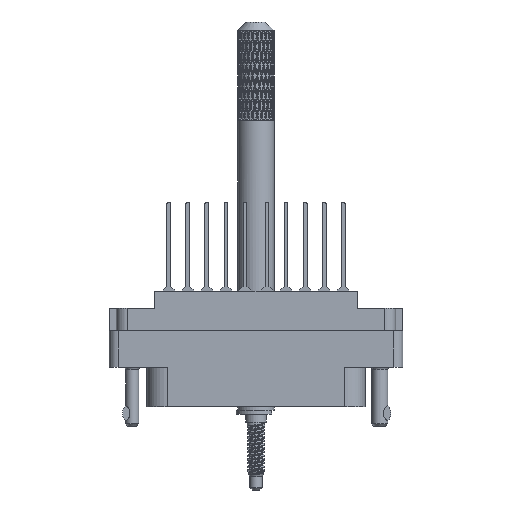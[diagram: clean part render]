
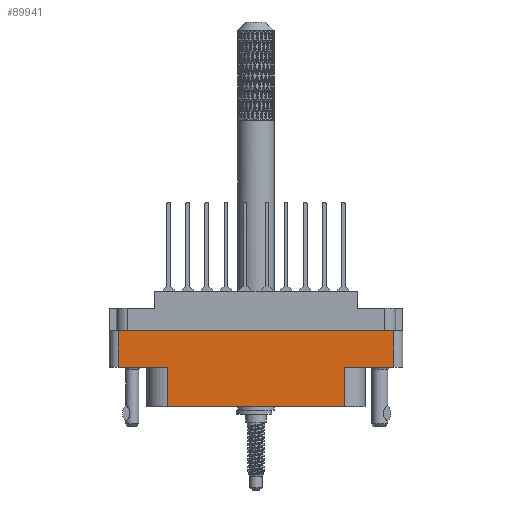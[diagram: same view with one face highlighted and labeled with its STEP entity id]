
A CAD part, front view. The second image highlights one B-rep face of the part: STEP entity #89941.
In plain terms, the highlighted planar face has unit normal (0, -1, 0).
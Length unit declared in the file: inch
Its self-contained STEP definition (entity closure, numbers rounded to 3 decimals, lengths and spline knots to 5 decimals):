
#1177 = EDGE_LOOP ( 'NONE', ( #65431, #51047, #43771, #45661, #50281, #27283, #61993, #106241 ) ) ;
#2274 = VERTEX_POINT ( 'NONE', #67797 ) ;
#3817 = CARTESIAN_POINT ( 'NONE',  ( 0.604, -0.438, -0.52 ) ) ;
#4394 = VECTOR ( 'NONE', #71017, 39.37008 ) ;
#5720 = CARTESIAN_POINT ( 'NONE',  ( -0.604, -0.438, -0.789 ) ) ;
#6153 = LINE ( 'NONE', #55708, #52455 ) ;
#6508 = VERTEX_POINT ( 'NONE', #99838 ) ;
#7199 = PLANE ( 'NONE',  #53732 ) ;
#9325 = DIRECTION ( 'NONE',  ( 1., 0., 0. ) ) ;
#12731 = EDGE_CURVE ( 'NONE', #61099, #20621, #99169, .T. ) ;
#16329 = CARTESIAN_POINT ( 'NONE',  ( 0., -0.438, -0.52 ) ) ;
#18719 = LINE ( 'NONE', #104339, #20019 ) ;
#20019 = VECTOR ( 'NONE', #9325, 39.37008 ) ;
#20621 = VERTEX_POINT ( 'NONE', #88928 ) ;
#25422 = DIRECTION ( 'NONE',  ( 0., 0., -1. ) ) ;
#27283 = ORIENTED_EDGE ( 'NONE', *, *, #110775, .T. ) ;
#37286 = EDGE_CURVE ( 'NONE', #67906, #38045, #74592, .T. ) ;
#38045 = VERTEX_POINT ( 'NONE', #38644 ) ;
#38234 = CARTESIAN_POINT ( 'NONE',  ( 0., -0.438, -0.268 ) ) ;
#38644 = CARTESIAN_POINT ( 'NONE',  ( -0.604, -0.438, -0.789 ) ) ;
#40289 = EDGE_CURVE ( 'NONE', #61099, #6508, #76802, .T. ) ;
#40494 = EDGE_CURVE ( 'NONE', #2274, #105331, #6153, .T. ) ;
#43771 = ORIENTED_EDGE ( 'NONE', *, *, #65854, .T. ) ;
#43806 = DIRECTION ( 'NONE',  ( 0., 0., 1. ) ) ;
#45661 = ORIENTED_EDGE ( 'NONE', *, *, #37286, .T. ) ;
#45849 = VECTOR ( 'NONE', #84033, 39.37008 ) ;
#46707 = CARTESIAN_POINT ( 'NONE',  ( 0.604, -0.438, -0.789 ) ) ;
#49618 = VECTOR ( 'NONE', #86657, 39.37008 ) ;
#50281 = ORIENTED_EDGE ( 'NONE', *, *, #100194, .T. ) ;
#50545 = LINE ( 'NONE', #3817, #80449 ) ;
#51047 = ORIENTED_EDGE ( 'NONE', *, *, #40289, .T. ) ;
#52229 = CARTESIAN_POINT ( 'NONE',  ( 0.938, -0.438, -0.789 ) ) ;
#52455 = VECTOR ( 'NONE', #83124, 39.37008 ) ;
#53732 = AXIS2_PLACEMENT_3D ( 'NONE', #111652, #60005, #25422 ) ;
#55708 = CARTESIAN_POINT ( 'NONE',  ( 0., -0.438, -0.52 ) ) ;
#58565 = VERTEX_POINT ( 'NONE', #46707 ) ;
#60005 = DIRECTION ( 'NONE',  ( 0., -1., 0. ) ) ;
#61099 = VERTEX_POINT ( 'NONE', #91262 ) ;
#61993 = ORIENTED_EDGE ( 'NONE', *, *, #40494, .F. ) ;
#65431 = ORIENTED_EDGE ( 'NONE', *, *, #12731, .F. ) ;
#65854 = EDGE_CURVE ( 'NONE', #6508, #67906, #96908, .T. ) ;
#66474 = FACE_OUTER_BOUND ( 'NONE', #1177, .T. ) ;
#67797 = CARTESIAN_POINT ( 'NONE',  ( 0.938, -0.438, -0.52 ) ) ;
#67865 = EDGE_CURVE ( 'NONE', #2274, #20621, #100885, .T. ) ;
#67906 = VERTEX_POINT ( 'NONE', #77772 ) ;
#69999 = CARTESIAN_POINT ( 'NONE',  ( 0.604, -0.438, -0.52 ) ) ;
#71017 = DIRECTION ( 'NONE',  ( 1., 0., 0. ) ) ;
#72164 = DIRECTION ( 'NONE',  ( 1., 0., 0. ) ) ;
#74592 = LINE ( 'NONE', #5720, #45849 ) ;
#76802 = LINE ( 'NONE', #78665, #49618 ) ;
#77772 = CARTESIAN_POINT ( 'NONE',  ( -0.604, -0.438, -0.52 ) ) ;
#78665 = CARTESIAN_POINT ( 'NONE',  ( -0.938, -0.438, -0.789 ) ) ;
#80449 = VECTOR ( 'NONE', #100378, 39.37008 ) ;
#83124 = DIRECTION ( 'NONE',  ( -1., 0., 0. ) ) ;
#84033 = DIRECTION ( 'NONE',  ( 0., 0., -1. ) ) ;
#85951 = VECTOR ( 'NONE', #43806, 39.37008 ) ;
#86657 = DIRECTION ( 'NONE',  ( 0., 0., -1. ) ) ;
#88928 = CARTESIAN_POINT ( 'NONE',  ( 0.938, -0.438, -0.268 ) ) ;
#89941 = ADVANCED_FACE ( 'NONE', ( #66474 ), #7199, .T. ) ;
#91262 = CARTESIAN_POINT ( 'NONE',  ( -0.938, -0.438, -0.268 ) ) ;
#96908 = LINE ( 'NONE', #16329, #4394 ) ;
#99169 = LINE ( 'NONE', #38234, #112732 ) ;
#99838 = CARTESIAN_POINT ( 'NONE',  ( -0.938, -0.438, -0.52 ) ) ;
#100194 = EDGE_CURVE ( 'NONE', #38045, #58565, #18719, .T. ) ;
#100378 = DIRECTION ( 'NONE',  ( 0., 0., 1. ) ) ;
#100885 = LINE ( 'NONE', #52229, #85951 ) ;
#104339 = CARTESIAN_POINT ( 'NONE',  ( -1., -0.438, -0.789 ) ) ;
#105331 = VERTEX_POINT ( 'NONE', #69999 ) ;
#106241 = ORIENTED_EDGE ( 'NONE', *, *, #67865, .T. ) ;
#110775 = EDGE_CURVE ( 'NONE', #58565, #105331, #50545, .T. ) ;
#111652 = CARTESIAN_POINT ( 'NONE',  ( -1., -0.438, -0.789 ) ) ;
#112732 = VECTOR ( 'NONE', #72164, 39.37008 ) ;
